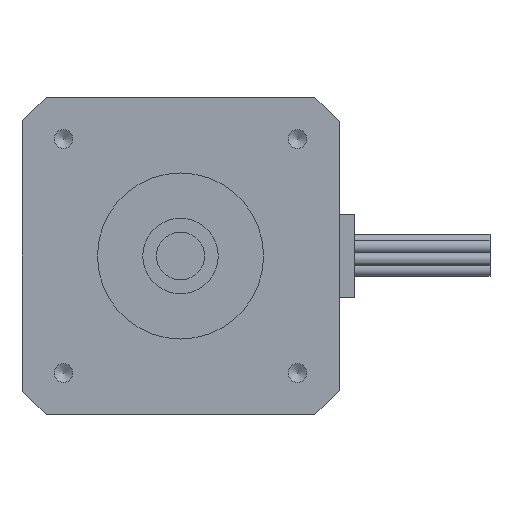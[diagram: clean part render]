
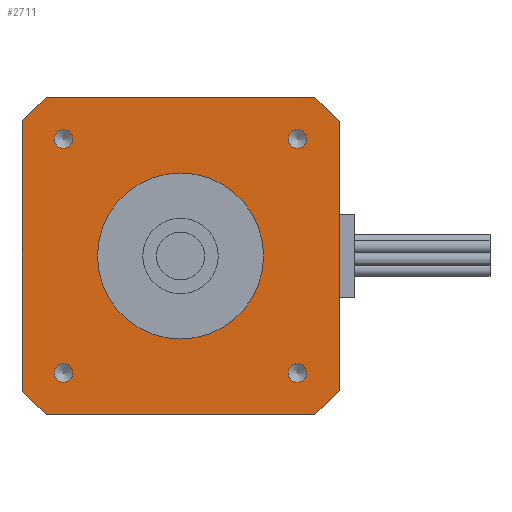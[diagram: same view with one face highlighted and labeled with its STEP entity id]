
A CAD part, front view. The second image highlights one B-rep face of the part: STEP entity #2711.
In plain terms, the highlighted planar face has unit normal (0, -1, 0).
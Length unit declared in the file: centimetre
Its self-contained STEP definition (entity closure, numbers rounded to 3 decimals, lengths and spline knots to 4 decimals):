
#127=LINE('',#4462,#253);
#132=LINE('',#4472,#258);
#142=LINE('',#4535,#268);
#144=LINE('',#4546,#270);
#253=VECTOR('',#3619,3.5511);
#258=VECTOR('',#3626,3.5511);
#268=VECTOR('',#3702,3.5511);
#270=VECTOR('',#3720,3.5511);
#462=FACE_BOUND('',#921,.T.);
#463=FACE_BOUND('',#922,.T.);
#464=FACE_BOUND('',#923,.T.);
#465=FACE_BOUND('',#924,.T.);
#466=FACE_BOUND('',#925,.T.);
#678=FACE_OUTER_BOUND('',#920,.T.);
#920=EDGE_LOOP('',(#2229,#2230,#2231,#2232,#2233,#2234,#2235,#2236));
#921=EDGE_LOOP('',(#2237));
#922=EDGE_LOOP('',(#2238));
#923=EDGE_LOOP('',(#2239));
#924=EDGE_LOOP('',(#2240));
#925=EDGE_LOOP('',(#2241));
#1146=CIRCLE('',#3002,0.123);
#1148=CIRCLE('',#3006,0.123);
#1150=CIRCLE('',#3010,0.123);
#1152=CIRCLE('',#3014,0.123);
#1156=CIRCLE('',#3021,1.1);
#1157=CIRCLE('',#3024,2.75);
#1158=CIRCLE('',#3027,2.75);
#1160=CIRCLE('',#3030,2.75);
#1161=CIRCLE('',#3032,2.75);
#1359=VERTEX_POINT('',#4459);
#1360=VERTEX_POINT('',#4461);
#1363=VERTEX_POINT('',#4469);
#1364=VERTEX_POINT('',#4471);
#1370=VERTEX_POINT('',#4492);
#1372=VERTEX_POINT('',#4498);
#1374=VERTEX_POINT('',#4504);
#1376=VERTEX_POINT('',#4510);
#1380=VERTEX_POINT('',#4521);
#1381=VERTEX_POINT('',#4525);
#1382=VERTEX_POINT('',#4526);
#1384=VERTEX_POINT('',#4533);
#1385=VERTEX_POINT('',#4542);
#1658=EDGE_CURVE('',#1359,#1360,#127,.T.);
#1663=EDGE_CURVE('',#1363,#1364,#132,.T.);
#1673=EDGE_CURVE('',#1370,#1370,#1146,.T.);
#1675=EDGE_CURVE('',#1372,#1372,#1148,.T.);
#1677=EDGE_CURVE('',#1374,#1374,#1150,.T.);
#1679=EDGE_CURVE('',#1376,#1376,#1152,.T.);
#1683=EDGE_CURVE('',#1380,#1380,#1156,.T.);
#1684=EDGE_CURVE('',#1381,#1382,#1157,.T.);
#1689=EDGE_CURVE('',#1384,#1381,#142,.T.);
#1690=EDGE_CURVE('',#1360,#1384,#1158,.T.);
#1692=EDGE_CURVE('',#1364,#1359,#1160,.T.);
#1693=EDGE_CURVE('',#1385,#1363,#1161,.T.);
#1695=EDGE_CURVE('',#1382,#1385,#144,.T.);
#2229=ORIENTED_EDGE('',*,*,#1695,.F.);
#2230=ORIENTED_EDGE('',*,*,#1684,.F.);
#2231=ORIENTED_EDGE('',*,*,#1689,.F.);
#2232=ORIENTED_EDGE('',*,*,#1690,.F.);
#2233=ORIENTED_EDGE('',*,*,#1658,.F.);
#2234=ORIENTED_EDGE('',*,*,#1692,.F.);
#2235=ORIENTED_EDGE('',*,*,#1663,.F.);
#2236=ORIENTED_EDGE('',*,*,#1693,.F.);
#2237=ORIENTED_EDGE('',*,*,#1673,.T.);
#2238=ORIENTED_EDGE('',*,*,#1675,.T.);
#2239=ORIENTED_EDGE('',*,*,#1677,.T.);
#2240=ORIENTED_EDGE('',*,*,#1679,.T.);
#2241=ORIENTED_EDGE('',*,*,#1683,.T.);
#2556=PLANE('',#3035);
#2711=ADVANCED_FACE('',(#678,#462,#463,#464,#465,#466),#2556,.T.);
#3002=AXIS2_PLACEMENT_3D('',#4493,#3650,#3651);
#3006=AXIS2_PLACEMENT_3D('',#4499,#3658,#3659);
#3010=AXIS2_PLACEMENT_3D('',#4505,#3666,#3667);
#3014=AXIS2_PLACEMENT_3D('',#4511,#3674,#3675);
#3021=AXIS2_PLACEMENT_3D('',#4522,#3688,#3689);
#3024=AXIS2_PLACEMENT_3D('',#4527,#3694,#3695);
#3027=AXIS2_PLACEMENT_3D('',#4537,#3705,#3706);
#3030=AXIS2_PLACEMENT_3D('',#4540,#3711,#3712);
#3032=AXIS2_PLACEMENT_3D('',#4543,#3715,#3716);
#3035=AXIS2_PLACEMENT_3D('',#4548,#3723,#3724);
#3619=DIRECTION('',(0.,0.,-1.));
#3626=DIRECTION('',(1.,0.,0.));
#3650=DIRECTION('center_axis',(0.,1.,0.));
#3651=DIRECTION('ref_axis',(1.,0.,0.));
#3658=DIRECTION('center_axis',(0.,1.,0.));
#3659=DIRECTION('ref_axis',(1.,0.,0.));
#3666=DIRECTION('center_axis',(0.,1.,0.));
#3667=DIRECTION('ref_axis',(1.,0.,0.));
#3674=DIRECTION('center_axis',(0.,1.,0.));
#3675=DIRECTION('ref_axis',(1.,0.,0.));
#3688=DIRECTION('center_axis',(0.,1.,0.));
#3689=DIRECTION('ref_axis',(-1.,0.,0.));
#3694=DIRECTION('center_axis',(0.,1.,0.));
#3695=DIRECTION('ref_axis',(-0.646,0.,-0.764));
#3702=DIRECTION('',(-1.,0.,0.));
#3705=DIRECTION('center_axis',(0.,1.,0.));
#3706=DIRECTION('ref_axis',(0.764,0.,-0.646));
#3711=DIRECTION('center_axis',(0.,1.,0.));
#3712=DIRECTION('ref_axis',(0.646,0.,0.764));
#3715=DIRECTION('center_axis',(0.,1.,0.));
#3716=DIRECTION('ref_axis',(-0.764,0.,0.646));
#3720=DIRECTION('',(0.,0.,1.));
#3723=DIRECTION('center_axis',(0.,-1.,0.));
#3724=DIRECTION('ref_axis',(0.,0.,-1.));
#4459=CARTESIAN_POINT('',(7.4055,2.6792,9.1755));
#4461=CARTESIAN_POINT('',(7.4055,2.6792,5.6245));
#4462=CARTESIAN_POINT('',(7.4055,2.6792,9.1755));
#4469=CARTESIAN_POINT('',(3.53,2.6792,9.5));
#4471=CARTESIAN_POINT('',(7.0811,2.6792,9.5));
#4472=CARTESIAN_POINT('',(3.53,2.6792,9.5));
#4492=CARTESIAN_POINT('',(6.9785,2.6792,5.85));
#4493=CARTESIAN_POINT('Origin',(6.8555,2.6792,5.85));
#4498=CARTESIAN_POINT('',(3.8785,2.6792,8.95));
#4499=CARTESIAN_POINT('Origin',(3.7555,2.6792,8.95));
#4504=CARTESIAN_POINT('',(6.9785,2.6792,8.95));
#4505=CARTESIAN_POINT('Origin',(6.8555,2.6792,8.95));
#4510=CARTESIAN_POINT('',(3.8785,2.6792,5.85));
#4511=CARTESIAN_POINT('Origin',(3.7555,2.6792,5.85));
#4521=CARTESIAN_POINT('',(6.4055,2.6792,7.4));
#4522=CARTESIAN_POINT('Origin',(5.3055,2.6792,7.4));
#4525=CARTESIAN_POINT('',(3.53,2.6792,5.3));
#4526=CARTESIAN_POINT('',(3.2055,2.6792,5.6245));
#4527=CARTESIAN_POINT('Origin',(5.3055,2.6792,7.4));
#4533=CARTESIAN_POINT('',(7.0811,2.6792,5.3));
#4535=CARTESIAN_POINT('',(7.0811,2.6792,5.3));
#4537=CARTESIAN_POINT('Origin',(5.3055,2.6792,7.4));
#4540=CARTESIAN_POINT('Origin',(5.3055,2.6792,7.4));
#4542=CARTESIAN_POINT('',(3.2055,2.6792,9.1755));
#4543=CARTESIAN_POINT('Origin',(5.3055,2.6792,7.4));
#4546=CARTESIAN_POINT('',(3.2055,2.6792,5.6245));
#4548=CARTESIAN_POINT('Origin',(4.2952,2.6792,8.4103));
